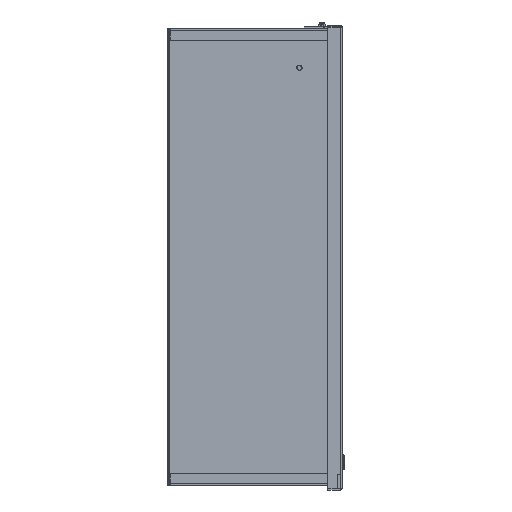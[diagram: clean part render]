
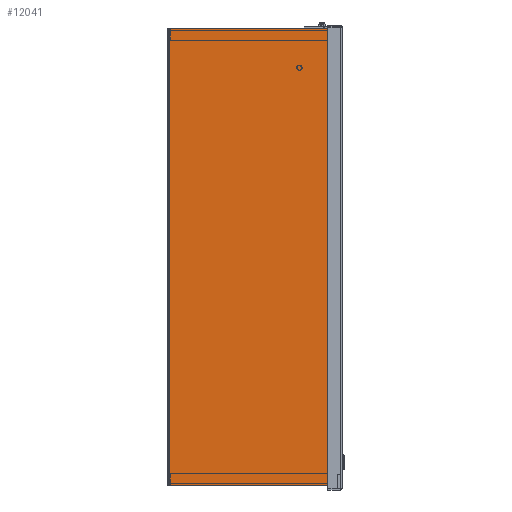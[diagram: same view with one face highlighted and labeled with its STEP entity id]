
A CAD part, front view. The second image highlights one B-rep face of the part: STEP entity #12041.
In plain terms, the highlighted face is planar.
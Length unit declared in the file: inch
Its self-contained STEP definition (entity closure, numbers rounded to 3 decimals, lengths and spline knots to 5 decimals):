
#1806 = DIRECTION ( 'NONE',  ( 0., 1., 0. ) ) ;
#3225 = LINE ( 'NONE', #9079, #13108 ) ;
#4723 = ORIENTED_EDGE ( 'NONE', *, *, #23884, .F. ) ;
#4943 = CARTESIAN_POINT ( 'NONE',  ( -12., -0.0625, -21. ) ) ;
#5063 = CARTESIAN_POINT ( 'NONE',  ( -12., -0.072, -21. ) ) ;
#5523 = FACE_OUTER_BOUND ( 'NONE', #8613, .T. ) ;
#7416 = AXIS2_PLACEMENT_3D ( 'NONE', #4943, #36523, #1806 ) ;
#7441 = VERTEX_POINT ( 'NONE', #29801 ) ;
#8613 = EDGE_LOOP ( 'NONE', ( #33848, #24785, #10615, #4723 ) ) ;
#9079 = CARTESIAN_POINT ( 'NONE',  ( 12., -8.892, -21. ) ) ;
#10298 = LINE ( 'NONE', #5063, #20310 ) ;
#10615 = ORIENTED_EDGE ( 'NONE', *, *, #11937, .T. ) ;
#11937 = EDGE_CURVE ( 'NONE', #33289, #33239, #15001, .T. ) ;
#12041 = ADVANCED_FACE ( 'NONE', ( #5523 ), #15421, .T. ) ;
#13108 = VECTOR ( 'NONE', #20739, 39.37008 ) ;
#13515 = DIRECTION ( 'NONE',  ( 0., 1., 0. ) ) ;
#14215 = CARTESIAN_POINT ( 'NONE',  ( 12., -8.892, -21. ) ) ;
#14975 = CARTESIAN_POINT ( 'NONE',  ( -12., -8.892, -21. ) ) ;
#15001 = LINE ( 'NONE', #32876, #26758 ) ;
#15421 = PLANE ( 'NONE',  #7416 ) ;
#17806 = VERTEX_POINT ( 'NONE', #14975 ) ;
#18717 = EDGE_CURVE ( 'NONE', #17806, #7441, #10298, .T. ) ;
#20310 = VECTOR ( 'NONE', #13515, 39.37008 ) ;
#20739 = DIRECTION ( 'NONE',  ( 1., 0., 0. ) ) ;
#20763 = CARTESIAN_POINT ( 'NONE',  ( 12., -0.108, -21. ) ) ;
#21966 = CARTESIAN_POINT ( 'NONE',  ( -12., -0.108, -21. ) ) ;
#23884 = EDGE_CURVE ( 'NONE', #17806, #33239, #3225, .T. ) ;
#24785 = ORIENTED_EDGE ( 'NONE', *, *, #34363, .T. ) ;
#26758 = VECTOR ( 'NONE', #27184, 39.37008 ) ;
#27184 = DIRECTION ( 'NONE',  ( 0., -1., 0. ) ) ;
#29801 = CARTESIAN_POINT ( 'NONE',  ( -12., -0.108, -21. ) ) ;
#30175 = DIRECTION ( 'NONE',  ( 1., 0., 0. ) ) ;
#32876 = CARTESIAN_POINT ( 'NONE',  ( 12., -0.072, -21. ) ) ;
#32944 = VECTOR ( 'NONE', #30175, 39.37008 ) ;
#33239 = VERTEX_POINT ( 'NONE', #14215 ) ;
#33289 = VERTEX_POINT ( 'NONE', #20763 ) ;
#33848 = ORIENTED_EDGE ( 'NONE', *, *, #18717, .T. ) ;
#34363 = EDGE_CURVE ( 'NONE', #7441, #33289, #35142, .T. ) ;
#35142 = LINE ( 'NONE', #21966, #32944 ) ;
#36523 = DIRECTION ( 'NONE',  ( 0., 0., -1. ) ) ;
